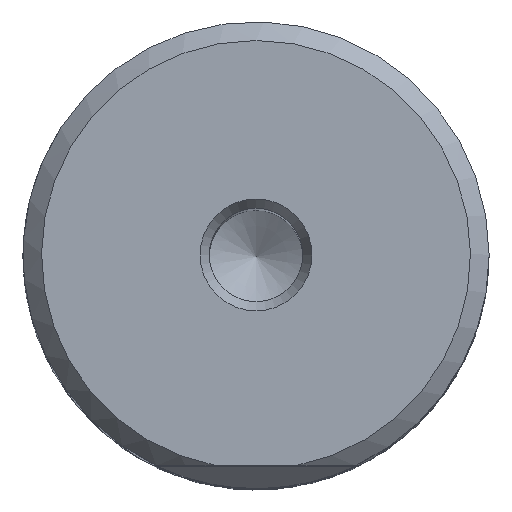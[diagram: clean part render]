
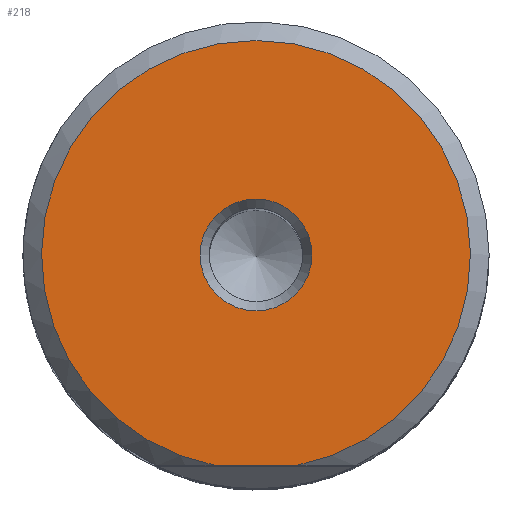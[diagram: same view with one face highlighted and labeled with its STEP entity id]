
A CAD part, top view. The second image highlights one B-rep face of the part: STEP entity #218.
In plain terms, the highlighted planar face has unit normal (0, 0, 1).
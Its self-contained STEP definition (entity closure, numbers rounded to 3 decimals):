
#124=LINE('',#1126,#142);
#142=VECTOR('',#914,1.);
#181=PLANE('',#799);
#218=ADVANCED_FACE('',(#287,#288),#181,.F.);
#287=FACE_BOUND('',#388,.T.);
#288=FACE_BOUND('',#389,.T.);
#388=EDGE_LOOP('',(#496));
#389=EDGE_LOOP('',(#497,#498));
#496=ORIENTED_EDGE('',*,*,#669,.T.);
#497=ORIENTED_EDGE('',*,*,#670,.F.);
#498=ORIENTED_EDGE('',*,*,#668,.T.);
#607=VERTEX_POINT('',#1114);
#609=VERTEX_POINT('',#1121);
#610=VERTEX_POINT('',#1125);
#668=EDGE_CURVE('',#607,#609,#729,.T.);
#669=EDGE_CURVE('',#610,#610,#730,.T.);
#670=EDGE_CURVE('',#607,#609,#124,.T.);
#729=CIRCLE('',#796,23.);
#730=CIRCLE('',#798,6.);
#796=AXIS2_PLACEMENT_3D('',#1122,#908,#909);
#798=AXIS2_PLACEMENT_3D('',#1124,#912,#913);
#799=AXIS2_PLACEMENT_3D('',#1127,#915,#916);
#908=DIRECTION('',(0.,0.,1.));
#909=DIRECTION('',(1.,0.,0.));
#912=DIRECTION('',(0.,0.,-1.));
#913=DIRECTION('',(1.,0.,0.));
#914=DIRECTION('',(-1.,0.,0.));
#915=DIRECTION('',(0.,0.,-1.));
#916=DIRECTION('',(-1.,0.,0.));
#1114=CARTESIAN_POINT('',(4.271,-22.6,81.));
#1121=CARTESIAN_POINT('',(-4.271,-22.6,81.));
#1122=CARTESIAN_POINT('',(0.,0.,81.));
#1124=CARTESIAN_POINT('',(0.,0.,81.));
#1125=CARTESIAN_POINT('',(6.,0.,81.));
#1126=CARTESIAN_POINT('',(20.,-22.6,81.));
#1127=CARTESIAN_POINT('',(0.,23.,81.));
